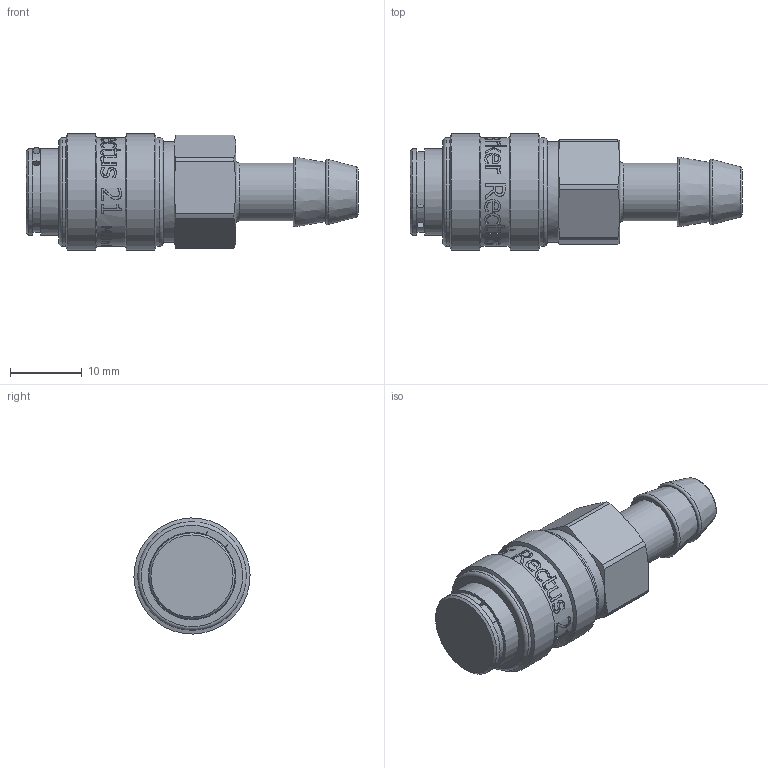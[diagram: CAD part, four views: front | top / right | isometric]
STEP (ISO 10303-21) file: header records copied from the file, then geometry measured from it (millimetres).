
FILE_DESCRIPTION((''),'2;1');
FILE_NAME('21katf08mpx.stp','2012-09-18T14:04:02',('IA176480'),(''),'Autodesk Inventor 2011','Autodesk Inventor 2011','');
FILE_SCHEMA(('AUTOMOTIVE_DESIGN { 1 0 10303 214 1 1 1 1 }'));
Length unit declared in the file: millimetre
Products named in the file (1): D103793
Bounding box: 46.15 x 16.14 x 16.14 mm (x, y, z)
Volume: 5605.4 mm3; surface area: 3628.3 mm2
Topology: 2 solids, 3 shells, 494 faces, 1305 edges, 860 vertices
Faces by surface type: bspline 202, plane 197, cylinder 60, cone 27, torus 8
Full cylindrical faces by diameter (mm): 8.05 x1, 11.15 x1, 11.4 x1, 12 x3, 12.15 x2, 14 x3, 15.1 x3, 16.15 x2
Entity records: 68324 total; most frequent: CARTESIAN_POINT 57459, ORIENTED_EDGE 2508, DIRECTION 1399, EDGE_CURVE 1254, VERTEX_POINT 849, EDGE_LOOP 581, B_SPLINE_CURVE_WITH_KNOTS 580, FACE_OUTER_BOUND 494
